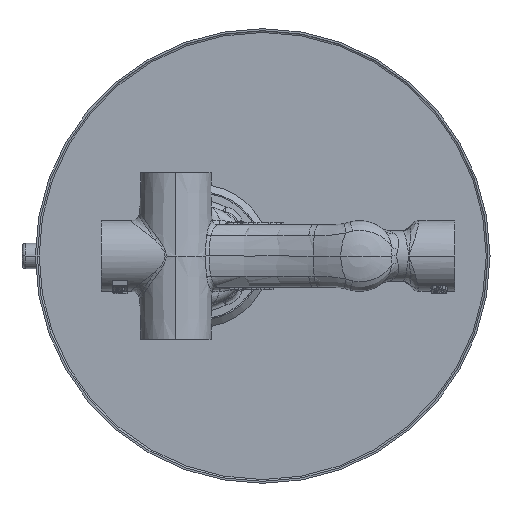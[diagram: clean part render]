
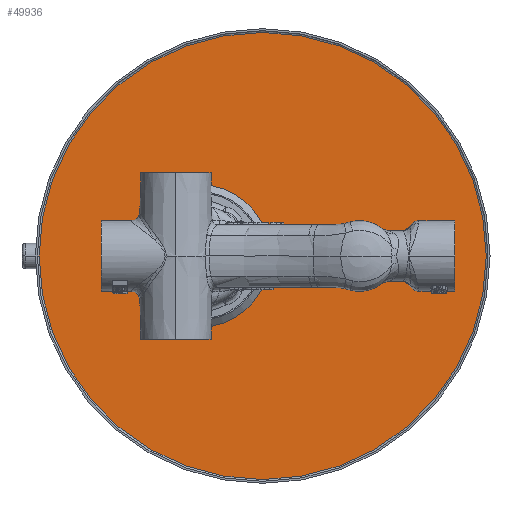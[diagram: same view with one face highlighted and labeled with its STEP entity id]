
A CAD part, front view. The second image highlights one B-rep face of the part: STEP entity #49936.
In plain terms, the highlighted planar face has unit normal (0, -1, 0).
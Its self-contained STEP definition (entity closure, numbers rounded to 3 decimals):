
#49388=CARTESIAN_POINT('',(0.,7.7,0.));
#49389=DIRECTION('',(0.,1.,0.));
#49390=DIRECTION('',(-1.,0.,0.));
#49391=AXIS2_PLACEMENT_3D('',#49388,#49389,#49390);
#49393=CARTESIAN_POINT('',(0.,7.7,0.));
#49394=DIRECTION('',(0.,1.,0.));
#49395=DIRECTION('',(1.,0.,0.));
#49396=AXIS2_PLACEMENT_3D('',#49393,#49394,#49395);
#49398=CARTESIAN_POINT('',(-38.75,7.7,0.));
#49399=DIRECTION('',(0.,-1.,0.));
#49400=DIRECTION('',(-1.,0.,0.));
#49401=AXIS2_PLACEMENT_3D('',#49398,#49399,#49400);
#49403=CARTESIAN_POINT('',(-38.75,7.7,0.));
#49404=DIRECTION('',(0.,-1.,0.));
#49405=DIRECTION('',(1.,0.,0.));
#49406=AXIS2_PLACEMENT_3D('',#49403,#49404,#49405);
#49408=CARTESIAN_POINT('',(25.25,7.7,0.));
#49409=DIRECTION('',(0.,-1.,0.));
#49410=DIRECTION('',(-1.,0.,0.));
#49411=AXIS2_PLACEMENT_3D('',#49408,#49409,#49410);
#49413=CARTESIAN_POINT('',(25.25,7.7,0.));
#49414=DIRECTION('',(0.,-1.,0.));
#49415=DIRECTION('',(1.,0.,0.));
#49416=AXIS2_PLACEMENT_3D('',#49413,#49414,#49415);
#49608=CARTESIAN_POINT('',(-88.5,7.7,0.));
#49609=CARTESIAN_POINT('',(88.5,7.7,0.));
#49610=VERTEX_POINT('',#49608);
#49611=VERTEX_POINT('',#49609);
#49660=CARTESIAN_POINT('',(-51.396,7.7,0.));
#49661=CARTESIAN_POINT('',(-26.104,7.7,0.));
#49662=VERTEX_POINT('',#49660);
#49663=VERTEX_POINT('',#49661);
#49668=CARTESIAN_POINT('',(-0.62,7.7,0.));
#49669=CARTESIAN_POINT('',(51.12,7.7,0.));
#49670=VERTEX_POINT('',#49668);
#49671=VERTEX_POINT('',#49669);
#49914=CARTESIAN_POINT('',(0.,7.7,0.));
#49915=DIRECTION('',(0.,-1.,0.));
#49916=DIRECTION('',(-1.,0.,0.));
#49917=AXIS2_PLACEMENT_3D('',#49914,#49915,#49916);
#49918=PLANE('',#49917);
#49920=ORIENTED_EDGE('',*,*,#49919,.T.);
#49922=ORIENTED_EDGE('',*,*,#49921,.T.);
#49923=EDGE_LOOP('',(#49920,#49922));
#49924=FACE_OUTER_BOUND('',#49923,.F.);
#49925=ORIENTED_EDGE('',*,*,#49904,.T.);
#49927=ORIENTED_EDGE('',*,*,#49926,.T.);
#49928=EDGE_LOOP('',(#49925,#49927));
#49929=FACE_BOUND('',#49928,.F.);
#49931=ORIENTED_EDGE('',*,*,#49930,.T.);
#49933=ORIENTED_EDGE('',*,*,#49932,.T.);
#49934=EDGE_LOOP('',(#49931,#49933));
#49935=FACE_BOUND('',#49934,.F.);
#49936=ADVANCED_FACE('',(#49924,#49929,#49935),#49918,.T.);
#49392=CIRCLE('',#49391,88.5);
#49397=CIRCLE('',#49396,88.5);
#49402=CIRCLE('',#49401,12.646);
#49407=CIRCLE('',#49406,12.646);
#49412=CIRCLE('',#49411,25.87);
#49417=CIRCLE('',#49416,25.87);
#49904=EDGE_CURVE('',#49662,#49663,#49402,.T.);
#49919=EDGE_CURVE('',#49610,#49611,#49392,.T.);
#49921=EDGE_CURVE('',#49611,#49610,#49397,.T.);
#49926=EDGE_CURVE('',#49663,#49662,#49407,.T.);
#49930=EDGE_CURVE('',#49670,#49671,#49412,.T.);
#49932=EDGE_CURVE('',#49671,#49670,#49417,.T.);
